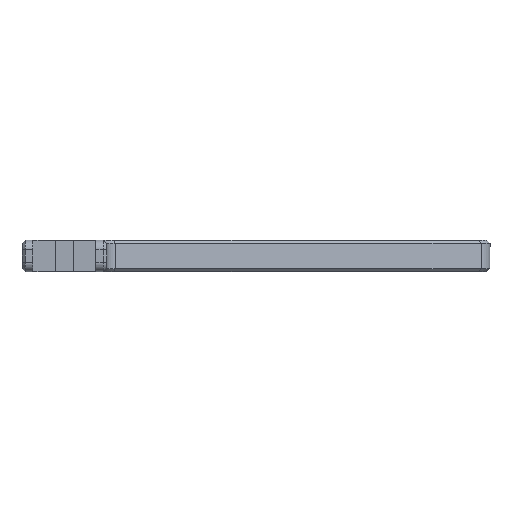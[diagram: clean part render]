
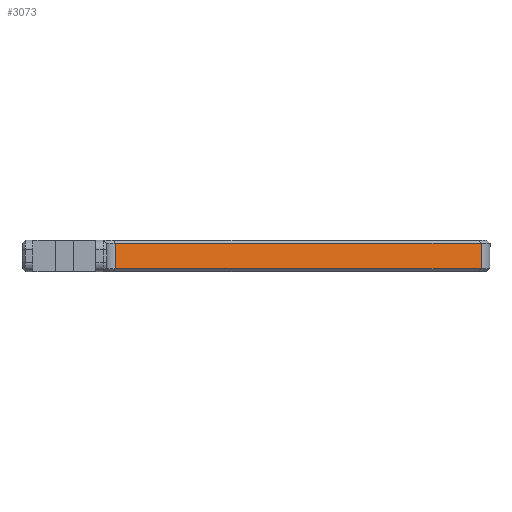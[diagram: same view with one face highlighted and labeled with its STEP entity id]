
A CAD part, front view. The second image highlights one B-rep face of the part: STEP entity #3073.
In plain terms, the highlighted planar face has unit normal (0.525, -0.851, 0).
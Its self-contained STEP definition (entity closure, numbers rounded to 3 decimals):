
#357 = PLANE('',#358);
#358 = AXIS2_PLACEMENT_3D('',#359,#360,#361);
#359 = CARTESIAN_POINT('',(6.085,-35.816,0.5));
#360 = DIRECTION('',(-0.372,0.602,0.707));
#361 = DIRECTION('',(0.851,0.525,0.));
#1441 = VERTEX_POINT('',#1442);
#1442 = CARTESIAN_POINT('',(123.153,35.895,1.));
#1478 = CYLINDRICAL_SURFACE('',#1479,6.);
#1479 = AXIS2_PLACEMENT_3D('',#1480,#1481,#1482);
#1480 = CARTESIAN_POINT('',(120.,41.,0.));
#1481 = DIRECTION('',(-0.,0.,-1.));
#1482 = DIRECTION('',(1.,0.,0.));
#1545 = VERTEX_POINT('',#1546);
#1546 = CARTESIAN_POINT('',(6.347,-36.242,1.));
#1567 = EDGE_CURVE('',#1545,#1441,#1568,.T.);
#1568 = SURFACE_CURVE('',#1569,(#1573,#1580),.PCURVE_S1.);
#1569 = LINE('',#1570,#1571);
#1570 = CARTESIAN_POINT('',(6.347,-36.242,1.));
#1571 = VECTOR('',#1572,1.);
#1572 = DIRECTION('',(0.851,0.525,0.)
  );
#1573 = PCURVE('',#357,#1574);
#1574 = DEFINITIONAL_REPRESENTATION('',(#1575),#1579);
#1575 = LINE('',#1576,#1577);
#1576 = CARTESIAN_POINT('',(0.,-0.707));
#1577 = VECTOR('',#1578,1.);
#1578 = DIRECTION('',(1.,0.));
#1579 = ( GEOMETRIC_REPRESENTATION_CONTEXT(2) 
PARAMETRIC_REPRESENTATION_CONTEXT() REPRESENTATION_CONTEXT('2D SPACE',''
  ) );
#1580 = PCURVE('',#1581,#1586);
#1581 = PLANE('',#1582);
#1582 = AXIS2_PLACEMENT_3D('',#1583,#1584,#1585);
#1583 = CARTESIAN_POINT('',(123.153,35.895,
    0.));
#1584 = DIRECTION('',(0.525,-0.851,0.)
  );
#1585 = DIRECTION('',(-0.851,-0.525,
    0.));
#1586 = DEFINITIONAL_REPRESENTATION('',(#1587),#1591);
#1587 = LINE('',#1588,#1589);
#1588 = CARTESIAN_POINT('',(137.285,-1.));
#1589 = VECTOR('',#1590,1.);
#1590 = DIRECTION('',(-1.,0.));
#1591 = ( GEOMETRIC_REPRESENTATION_CONTEXT(2) 
PARAMETRIC_REPRESENTATION_CONTEXT() REPRESENTATION_CONTEXT('2D SPACE',''
  ) );
#1782 = CYLINDRICAL_SURFACE('',#1783,6.);
#1783 = AXIS2_PLACEMENT_3D('',#1784,#1785,#1786);
#1784 = CARTESIAN_POINT('',(9.5,-41.347,0.));
#1785 = DIRECTION('',(0.,0.,1.));
#1786 = DIRECTION('',(-0.525,0.851,0.
    ));
#2631 = PLANE('',#2632);
#2632 = AXIS2_PLACEMENT_3D('',#2633,#2634,#2635);
#2633 = CARTESIAN_POINT('',(122.89,36.32,9.5));
#2634 = DIRECTION('',(0.372,-0.602,0.707));
#2635 = DIRECTION('',(0.851,0.525,0.)
  );
#3027 = EDGE_CURVE('',#1441,#3028,#3030,.T.);
#3028 = VERTEX_POINT('',#3029);
#3029 = CARTESIAN_POINT('',(123.153,35.895,9.));
#3030 = SURFACE_CURVE('',#3031,(#3035,#3042),.PCURVE_S1.);
#3031 = LINE('',#3032,#3033);
#3032 = CARTESIAN_POINT('',(123.153,35.895,
    0.));
#3033 = VECTOR('',#3034,1.);
#3034 = DIRECTION('',(0.,0.,1.));
#3035 = PCURVE('',#1478,#3036);
#3036 = DEFINITIONAL_REPRESENTATION('',(#3037),#3041);
#3037 = LINE('',#3038,#3039);
#3038 = CARTESIAN_POINT('',(-5.266,0.));
#3039 = VECTOR('',#3040,1.);
#3040 = DIRECTION('',(-0.,-1.));
#3041 = ( GEOMETRIC_REPRESENTATION_CONTEXT(2) 
PARAMETRIC_REPRESENTATION_CONTEXT() REPRESENTATION_CONTEXT('2D SPACE',''
  ) );
#3042 = PCURVE('',#1581,#3043);
#3043 = DEFINITIONAL_REPRESENTATION('',(#3044),#3048);
#3044 = LINE('',#3045,#3046);
#3045 = CARTESIAN_POINT('',(-0.,0.));
#3046 = VECTOR('',#3047,1.);
#3047 = DIRECTION('',(0.,-1.));
#3048 = ( GEOMETRIC_REPRESENTATION_CONTEXT(2) 
PARAMETRIC_REPRESENTATION_CONTEXT() REPRESENTATION_CONTEXT('2D SPACE',''
  ) );
#3073 = ADVANCED_FACE('',(#3074),#1581,.T.);
#3074 = FACE_BOUND('',#3075,.T.);
#3075 = EDGE_LOOP('',(#3076,#3099,#3100,#3101));
#3076 = ORIENTED_EDGE('',*,*,#3077,.F.);
#3077 = EDGE_CURVE('',#1545,#3078,#3080,.T.);
#3078 = VERTEX_POINT('',#3079);
#3079 = CARTESIAN_POINT('',(6.347,-36.242,9.));
#3080 = SURFACE_CURVE('',#3081,(#3085,#3092),.PCURVE_S1.);
#3081 = LINE('',#3082,#3083);
#3082 = CARTESIAN_POINT('',(6.347,-36.242,0.));
#3083 = VECTOR('',#3084,1.);
#3084 = DIRECTION('',(0.,0.,1.));
#3085 = PCURVE('',#1581,#3086);
#3086 = DEFINITIONAL_REPRESENTATION('',(#3087),#3091);
#3087 = LINE('',#3088,#3089);
#3088 = CARTESIAN_POINT('',(137.285,0.));
#3089 = VECTOR('',#3090,1.);
#3090 = DIRECTION('',(0.,-1.));
#3091 = ( GEOMETRIC_REPRESENTATION_CONTEXT(2) 
PARAMETRIC_REPRESENTATION_CONTEXT() REPRESENTATION_CONTEXT('2D SPACE',''
  ) );
#3092 = PCURVE('',#1782,#3093);
#3093 = DEFINITIONAL_REPRESENTATION('',(#3094),#3098);
#3094 = LINE('',#3095,#3096);
#3095 = CARTESIAN_POINT('',(0.,0.));
#3096 = VECTOR('',#3097,1.);
#3097 = DIRECTION('',(0.,1.));
#3098 = ( GEOMETRIC_REPRESENTATION_CONTEXT(2) 
PARAMETRIC_REPRESENTATION_CONTEXT() REPRESENTATION_CONTEXT('2D SPACE',''
  ) );
#3099 = ORIENTED_EDGE('',*,*,#1567,.T.);
#3100 = ORIENTED_EDGE('',*,*,#3027,.T.);
#3101 = ORIENTED_EDGE('',*,*,#3102,.T.);
#3102 = EDGE_CURVE('',#3028,#3078,#3103,.T.);
#3103 = SURFACE_CURVE('',#3104,(#3108,#3115),.PCURVE_S1.);
#3104 = LINE('',#3105,#3106);
#3105 = CARTESIAN_POINT('',(123.153,35.895,9.));
#3106 = VECTOR('',#3107,1.);
#3107 = DIRECTION('',(-0.851,-0.525,
    0.));
#3108 = PCURVE('',#1581,#3109);
#3109 = DEFINITIONAL_REPRESENTATION('',(#3110),#3114);
#3110 = LINE('',#3111,#3112);
#3111 = CARTESIAN_POINT('',(0.,-9.));
#3112 = VECTOR('',#3113,1.);
#3113 = DIRECTION('',(1.,0.));
#3114 = ( GEOMETRIC_REPRESENTATION_CONTEXT(2) 
PARAMETRIC_REPRESENTATION_CONTEXT() REPRESENTATION_CONTEXT('2D SPACE',''
  ) );
#3115 = PCURVE('',#2631,#3116);
#3116 = DEFINITIONAL_REPRESENTATION('',(#3117),#3121);
#3117 = LINE('',#3118,#3119);
#3118 = CARTESIAN_POINT('',(0.,-0.707));
#3119 = VECTOR('',#3120,1.);
#3120 = DIRECTION('',(-1.,0.));
#3121 = ( GEOMETRIC_REPRESENTATION_CONTEXT(2) 
PARAMETRIC_REPRESENTATION_CONTEXT() REPRESENTATION_CONTEXT('2D SPACE',''
  ) );
